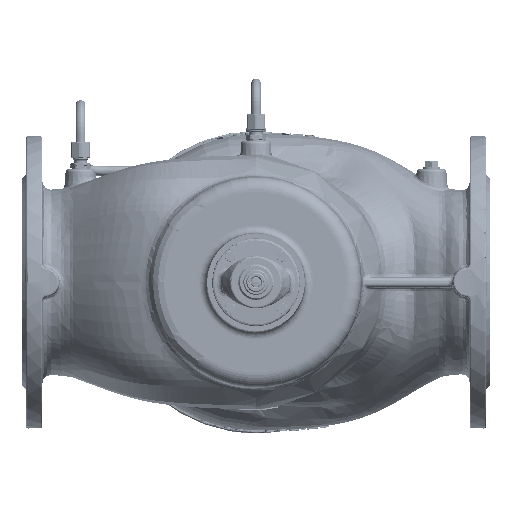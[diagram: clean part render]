
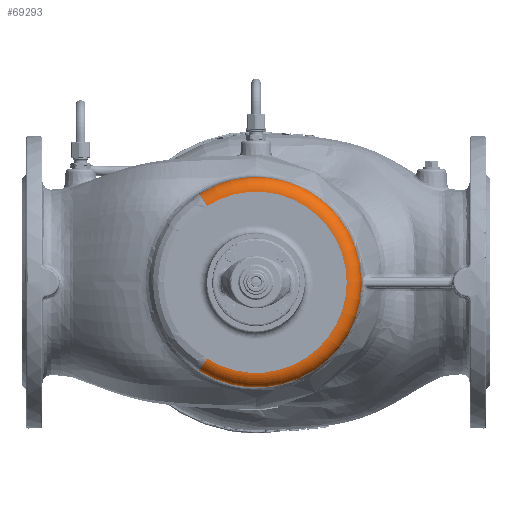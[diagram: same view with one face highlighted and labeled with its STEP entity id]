
A CAD part, front view. The second image highlights one B-rep face of the part: STEP entity #69293.
In plain terms, the highlighted toroidal (fillet/blend) face has major radius 93.015 mm and minor radius 15 mm.
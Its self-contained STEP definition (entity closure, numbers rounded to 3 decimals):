
#10053=CARTESIAN_POINT('',(0.,-169.,0.));
#10054=DIRECTION('',(0.,1.,0.));
#10055=DIRECTION('',(-0.541,0.,0.841));
#10056=AXIS2_PLACEMENT_3D('',#10053,#10054,#10055);
#10058=CARTESIAN_POINT('',(0.,-169.,0.));
#10059=DIRECTION('',(0.,1.,0.));
#10060=DIRECTION('',(1.,0.,-0.001));
#10061=AXIS2_PLACEMENT_3D('',#10058,#10059,#10060);
#10242=CARTESIAN_POINT('',(0.,-154.523,0.));
#10243=DIRECTION('',(0.,1.,0.));
#10244=DIRECTION('',(-0.541,0.,0.841));
#10245=AXIS2_PLACEMENT_3D('',#10242,#10243,#10244);
#10247=CARTESIAN_POINT('',(0.,-154.523,0.));
#10248=DIRECTION('',(0.,1.,0.));
#10249=DIRECTION('',(1.,0.,0.));
#10250=AXIS2_PLACEMENT_3D('',#10247,#10248,#10249);
#10252=CARTESIAN_POINT('',(0.,-154.523,0.));
#10253=DIRECTION('',(0.,1.,0.));
#10254=DIRECTION('',(1.,0.,-0.001));
#10255=AXIS2_PLACEMENT_3D('',#10252,#10253,#10254);
#10382=CARTESIAN_POINT('',(-50.367,-154.,
78.198));
#10383=DIRECTION('',(0.841,0.,0.541));
#10384=DIRECTION('',(-0.541,-0.035,0.84));
#10385=AXIS2_PLACEMENT_3D('',#10382,#10383,#10384);
#10471=CARTESIAN_POINT('',(-50.367,-154.,
-78.198));
#10472=DIRECTION('',(0.841,0.,-0.541));
#10473=DIRECTION('',(0.,-1.,0.));
#10474=AXIS2_PLACEMENT_3D('',#10471,#10472,#10473);
#10476=CARTESIAN_POINT('',(-58.484,-154.524,
-90.801));
#32189=VERTEX_POINT('',#10476);
#32192=CARTESIAN_POINT('',(-50.367,-169.,
-78.198));
#32193=VERTEX_POINT('',#32192);
#32196=CARTESIAN_POINT('',(108.005,-154.523,
-0.154));
#32197=VERTEX_POINT('',#32196);
#32198=CARTESIAN_POINT('',(108.006,-154.523,
0.));
#32199=VERTEX_POINT('',#32198);
#32200=CARTESIAN_POINT('',(-58.484,-154.523,
90.801));
#32201=VERTEX_POINT('',#32200);
#32202=CARTESIAN_POINT('',(93.015,-169.,-0.132));
#32203=VERTEX_POINT('',#32202);
#32204=CARTESIAN_POINT('',(-50.367,-169.,78.198));
#32205=VERTEX_POINT('',#32204);
#69274=CARTESIAN_POINT('',(0.,-154.,0.));
#69275=DIRECTION('',(0.,-1.,0.));
#69276=DIRECTION('',(1.,0.,-0.001));
#69277=AXIS2_PLACEMENT_3D('',#69274,#69275,#69276);
#69278=TOROIDAL_SURFACE('',#69277,93.015,15.);
#69280=ORIENTED_EDGE('',*,*,#69279,.T.);
#69282=ORIENTED_EDGE('',*,*,#69281,.T.);
#69284=ORIENTED_EDGE('',*,*,#69283,.T.);
#69286=ORIENTED_EDGE('',*,*,#69285,.F.);
#69287=ORIENTED_EDGE('',*,*,#69249,.F.);
#69288=ORIENTED_EDGE('',*,*,#69247,.F.);
#69290=ORIENTED_EDGE('',*,*,#69289,.F.);
#69291=EDGE_LOOP('',(#69280,#69282,#69284,#69286,#69287,#69288,#69290));
#69292=FACE_OUTER_BOUND('',#69291,.F.);
#69293=ADVANCED_FACE('',(#69292),#69278,.T.);
#10057=CIRCLE('',#10056,93.015);
#10062=CIRCLE('',#10061,93.015);
#10246=CIRCLE('',#10245,108.006);
#10251=CIRCLE('',#10250,108.006);
#10256=CIRCLE('',#10255,108.006);
#10386=CIRCLE('',#10385,15.);
#10475=CIRCLE('',#10474,15.);
#69247=EDGE_CURVE('',#32205,#32203,#10057,.T.);
#69249=EDGE_CURVE('',#32203,#32193,#10062,.T.);
#69279=EDGE_CURVE('',#32201,#32199,#10246,.T.);
#69281=EDGE_CURVE('',#32199,#32197,#10251,.T.);
#69283=EDGE_CURVE('',#32197,#32189,#10256,.T.);
#69285=EDGE_CURVE('',#32193,#32189,#10475,.T.);
#69289=EDGE_CURVE('',#32201,#32205,#10386,.T.);
